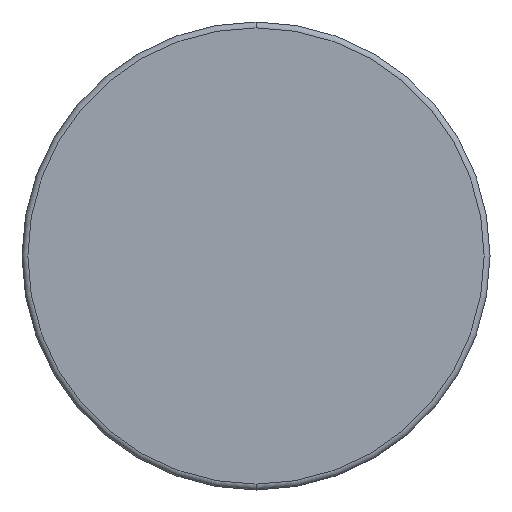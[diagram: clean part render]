
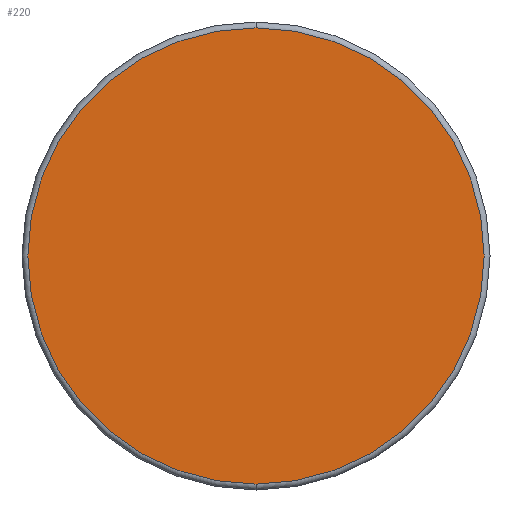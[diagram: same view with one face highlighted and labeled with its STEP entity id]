
A CAD part, front view. The second image highlights one B-rep face of the part: STEP entity #220.
In plain terms, the highlighted planar face has unit normal (0, -1, 0).
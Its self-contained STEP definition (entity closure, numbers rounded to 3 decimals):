
#2 = CARTESIAN_POINT ( 'NONE',  ( 0., 0., 0. ) ) ;
#16 = EDGE_CURVE ( 'NONE', #233, #65, #48, .T. ) ;
#18 = PLANE ( 'NONE',  #120 ) ;
#48 = CIRCLE ( 'NONE', #95, 3.9 ) ;
#57 = CARTESIAN_POINT ( 'NONE',  ( 0., 0., 0. ) ) ;
#65 = VERTEX_POINT ( 'NONE', #112 ) ;
#75 = CARTESIAN_POINT ( 'NONE',  ( 0., 0., 0. ) ) ;
#80 = AXIS2_PLACEMENT_3D ( 'NONE', #2, #184, #166 ) ;
#95 = AXIS2_PLACEMENT_3D ( 'NONE', #75, #132, #108 ) ;
#108 = DIRECTION ( 'NONE',  ( 0., 0., 1. ) ) ;
#111 = EDGE_CURVE ( 'NONE', #65, #233, #216, .T. ) ;
#112 = CARTESIAN_POINT ( 'NONE',  ( 0., 0., -3.9 ) ) ;
#118 = EDGE_LOOP ( 'NONE', ( #145, #146 ) ) ;
#120 = AXIS2_PLACEMENT_3D ( 'NONE', #57, #209, #222 ) ;
#132 = DIRECTION ( 'NONE',  ( 0., -1., 0. ) ) ;
#133 = FACE_OUTER_BOUND ( 'NONE', #118, .T. ) ;
#145 = ORIENTED_EDGE ( 'NONE', *, *, #16, .T. ) ;
#146 = ORIENTED_EDGE ( 'NONE', *, *, #111, .T. ) ;
#147 = CARTESIAN_POINT ( 'NONE',  ( 0., 0., 3.9 ) ) ;
#166 = DIRECTION ( 'NONE',  ( 0., 0., 1. ) ) ;
#184 = DIRECTION ( 'NONE',  ( 0., -1., 0. ) ) ;
#209 = DIRECTION ( 'NONE',  ( 0., 1., 0. ) ) ;
#216 = CIRCLE ( 'NONE', #80, 3.9 ) ;
#220 = ADVANCED_FACE ( 'NONE', ( #133 ), #18, .F. ) ;
#222 = DIRECTION ( 'NONE',  ( 0., 0., 1. ) ) ;
#233 = VERTEX_POINT ( 'NONE', #147 ) ;
